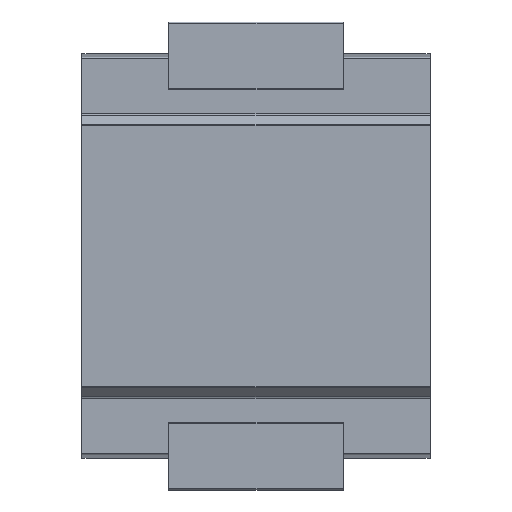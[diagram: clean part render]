
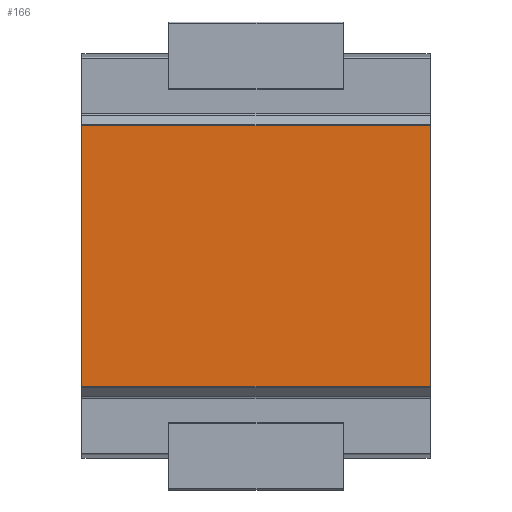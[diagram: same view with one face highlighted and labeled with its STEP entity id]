
A CAD part, front view. The second image highlights one B-rep face of the part: STEP entity #166.
In plain terms, the highlighted planar face has unit normal (0, -1, 0).
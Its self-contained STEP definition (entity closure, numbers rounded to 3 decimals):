
#166=ADVANCED_FACE('',(#335),#336,.T.);
#335=FACE_OUTER_BOUND('',#504,.T.);
#336=PLANE('',#505);
#504=EDGE_LOOP('',(#933,#934,#935,#936));
#505=AXIS2_PLACEMENT_3D('',#937,#938,#939);
#933=ORIENTED_EDGE('',*,*,#1217,.T.);
#934=ORIENTED_EDGE('',*,*,#1218,.F.);
#935=ORIENTED_EDGE('',*,*,#1219,.T.);
#936=ORIENTED_EDGE('',*,*,#1214,.T.);
#937=CARTESIAN_POINT('',(0.0,0.15,0.));
#938=DIRECTION('',(0.0,-1.0,0.0));
#939=DIRECTION('',(0.,0.0,-1.0));
#1214=EDGE_CURVE('',#1498,#1496,#1499,.T.);
#1217=EDGE_CURVE('',#1496,#1502,#1503,.T.);
#1218=EDGE_CURVE('',#1504,#1502,#1505,.T.);
#1219=EDGE_CURVE('',#1504,#1498,#1506,.T.);
#1496=VERTEX_POINT('',#1885);
#1498=VERTEX_POINT('',#1887);
#1499=LINE('',#1888,#1889);
#1502=VERTEX_POINT('',#1892);
#1503=LINE('',#1893,#1894);
#1504=VERTEX_POINT('',#1895);
#1505=LINE('',#1896,#1897);
#1506=LINE('',#1898,#1899);
#1885=CARTESIAN_POINT('',(5.905,0.15,-2.217));
#1887=CARTESIAN_POINT('',(0.0,0.15,-2.217));
#1888=CARTESIAN_POINT('',(0.0,0.15,-2.217));
#1889=VECTOR('',#2142,1.0);
#1892=CARTESIAN_POINT('',(5.905,0.15,2.217));
#1893=CARTESIAN_POINT('',(5.905,0.15,2.217));
#1894=VECTOR('',#2146,1.0);
#1895=CARTESIAN_POINT('',(0.0,0.15,2.217));
#1896=CARTESIAN_POINT('',(0.0,0.15,2.217));
#1897=VECTOR('',#2147,1.0);
#1898=CARTESIAN_POINT('',(0.0,0.15,2.217));
#1899=VECTOR('',#2148,1.0);
#2142=DIRECTION('',(1.0,0.0,0.));
#2146=DIRECTION('',(0.,0.0,1.0));
#2147=DIRECTION('',(1.0,0.0,0.));
#2148=DIRECTION('',(0.,0.0,-1.0));
